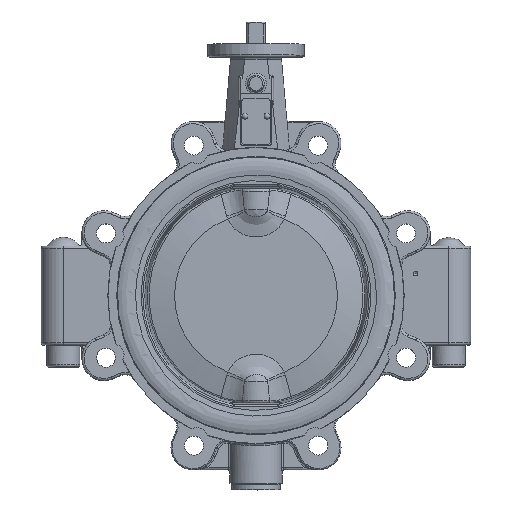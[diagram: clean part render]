
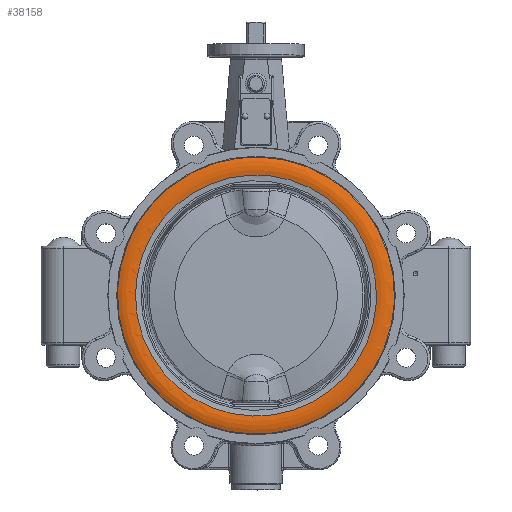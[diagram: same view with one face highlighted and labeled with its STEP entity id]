
A CAD part, top view. The second image highlights one B-rep face of the part: STEP entity #38158.
In plain terms, the highlighted toroidal (fillet/blend) face has major radius 115.858 mm and minor radius 25 mm.
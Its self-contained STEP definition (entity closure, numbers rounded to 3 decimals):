
#37882=CARTESIAN_POINT('',(-109.457,2.5,30.667));
#37883=VERTEX_POINT('',#37882);
#37884=CARTESIAN_POINT('',(0.,2.5,30.667));
#37885=DIRECTION('',(0.0,0.0,1.0));
#37886=DIRECTION('',(-1.0,0.0,0.0));
#37887=AXIS2_PLACEMENT_3D('',#37884,#37885,#37886);
#37888=CIRCLE('',#37887,109.457);
#37889=EDGE_CURVE('',#37883,#37883,#37888,.T.);
#38139=CARTESIAN_POINT('',(0.,2.5,6.5));
#38140=DIRECTION('',(0.,0.,1.0));
#38141=DIRECTION('',(0.0,-1.0,0.0));
#38142=AXIS2_PLACEMENT_3D('',#38139,#38140,#38141);
#38143=TOROIDAL_SURFACE('',#38142,115.858,25.0);
#38144=CARTESIAN_POINT('',(77.079,-96.983,29.417));
#38145=VERTEX_POINT('',#38144);
#38146=CARTESIAN_POINT('',(0.,2.5,29.417));
#38147=DIRECTION('',(0.0,0.0,1.0));
#38148=DIRECTION('',(-1.0,0.0,0.0));
#38149=AXIS2_PLACEMENT_3D('',#38146,#38147,#38148);
#38150=CIRCLE('',#38149,125.85);
#38151=EDGE_CURVE('',#38145,#38145,#38150,.T.);
#38152=ORIENTED_EDGE('',*,*,#38151,.T.);
#38153=EDGE_LOOP('',(#38152));
#38154=FACE_OUTER_BOUND('',#38153,.T.);
#38155=ORIENTED_EDGE('',*,*,#37889,.F.);
#38156=EDGE_LOOP('',(#38155));
#38157=FACE_BOUND('',#38156,.T.);
#38158=ADVANCED_FACE('',(#38154,#38157),#38143,.T.);
